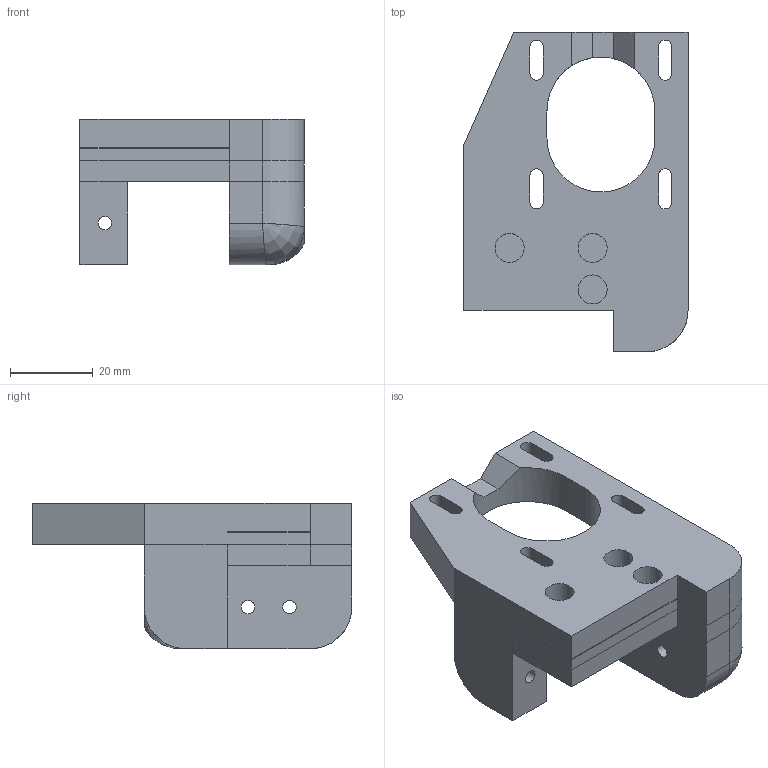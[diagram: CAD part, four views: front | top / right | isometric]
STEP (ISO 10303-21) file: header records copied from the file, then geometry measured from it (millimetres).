
FILE_DESCRIPTION(('FreeCAD Model'),'2;1');
FILE_NAME('Open CASCADE Shape Model','2025-06-25T17:12:24',(''),(''), 'Open CASCADE STEP processor 7.8','FreeCAD','Unknown');
FILE_SCHEMA(('AUTOMOTIVE_DESIGN { 1 0 10303 214 1 1 1 1 }'));
Length unit declared in the file: millimetre
Products named in the file (1): Motor_Mount_Right
Bounding box: 54 x 77 x 35 mm (x, y, z)
Volume: 46247.1 mm3; surface area: 15508 mm2
Topology: 1 solids, 1 shells, 98 faces, 241 edges, 149 vertices
Faces by surface type: plane 57, cylinder 34, bspline 7
Full cylindrical faces by diameter (mm): 3.2 x9, 7 x3
Entity records: 3124 total; most frequent: CARTESIAN_POINT 804, ORIENTED_EDGE 480, DIRECTION 464, EDGE_CURVE 240, LINE 158, VECTOR 158, AXIS2_PLACEMENT_3D 153, VERTEX_POINT 149
